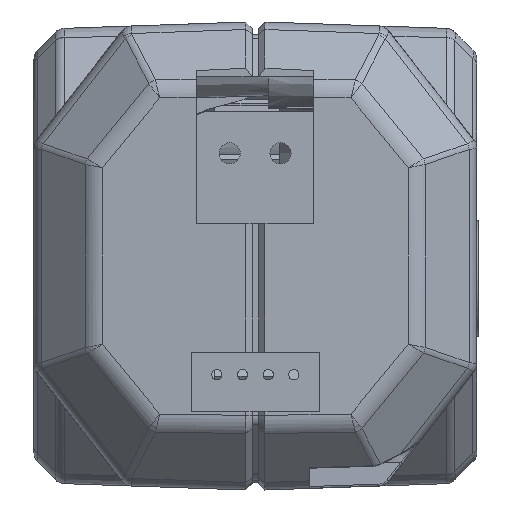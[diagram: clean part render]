
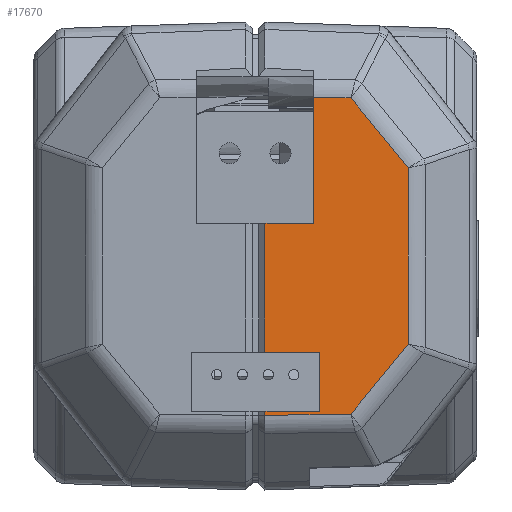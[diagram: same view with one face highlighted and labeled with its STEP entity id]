
A CAD part, left-side view. The second image highlights one B-rep face of the part: STEP entity #17670.
In plain terms, the highlighted planar face has unit normal (-0.999, -0.035, 0).
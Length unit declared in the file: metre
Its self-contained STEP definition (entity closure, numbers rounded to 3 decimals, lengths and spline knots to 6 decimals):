
#1203=LINE('',#27664,#2740);
#1275=LINE('',#28029,#2812);
#1276=LINE('',#28032,#2813);
#1277=LINE('',#28034,#2814);
#1278=LINE('',#28036,#2815);
#1279=LINE('',#28038,#2816);
#1280=LINE('',#28040,#2817);
#1281=LINE('',#28042,#2818);
#1282=LINE('',#28044,#2819);
#1283=LINE('',#28045,#2820);
#1284=LINE('',#28047,#2821);
#1285=LINE('',#28049,#2822);
#2740=VECTOR('',#21199,1.);
#2812=VECTOR('',#21359,1.);
#2813=VECTOR('',#21360,1.);
#2814=VECTOR('',#21361,1.);
#2815=VECTOR('',#21362,1.);
#2816=VECTOR('',#21363,1.);
#2817=VECTOR('',#21364,1.);
#2818=VECTOR('',#21365,1.);
#2819=VECTOR('',#21366,1.);
#2820=VECTOR('',#21367,1.);
#2821=VECTOR('',#21368,1.);
#2822=VECTOR('',#21369,1.);
#4042=PLANE('',#18972);
#6058=ORIENTED_EDGE('',*,*,#10834,.F.);
#6059=ORIENTED_EDGE('',*,*,#10835,.F.);
#6060=ORIENTED_EDGE('',*,*,#10836,.F.);
#6061=ORIENTED_EDGE('',*,*,#10837,.F.);
#6062=ORIENTED_EDGE('',*,*,#10838,.F.);
#6063=ORIENTED_EDGE('',*,*,#10839,.F.);
#6064=ORIENTED_EDGE('',*,*,#10840,.F.);
#6065=ORIENTED_EDGE('',*,*,#10841,.F.);
#6066=ORIENTED_EDGE('',*,*,#10732,.F.);
#6067=ORIENTED_EDGE('',*,*,#10842,.F.);
#6068=ORIENTED_EDGE('',*,*,#10843,.F.);
#6069=ORIENTED_EDGE('',*,*,#10844,.F.);
#10732=EDGE_CURVE('',#13232,#13233,#1203,.T.);
#10834=EDGE_CURVE('',#13294,#13295,#1275,.T.);
#10835=EDGE_CURVE('',#13296,#13294,#1276,.T.);
#10836=EDGE_CURVE('',#13297,#13296,#1277,.T.);
#10837=EDGE_CURVE('',#13298,#13297,#1278,.T.);
#10838=EDGE_CURVE('',#13299,#13298,#1279,.T.);
#10839=EDGE_CURVE('',#13300,#13299,#1280,.T.);
#10840=EDGE_CURVE('',#13301,#13300,#1281,.T.);
#10841=EDGE_CURVE('',#13233,#13301,#1282,.T.);
#10842=EDGE_CURVE('',#13302,#13232,#1283,.T.);
#10843=EDGE_CURVE('',#13303,#13302,#1284,.T.);
#10844=EDGE_CURVE('',#13295,#13303,#1285,.T.);
#13232=VERTEX_POINT('',#27663);
#13233=VERTEX_POINT('',#27665);
#13294=VERTEX_POINT('',#28030);
#13295=VERTEX_POINT('',#28031);
#13296=VERTEX_POINT('',#28033);
#13297=VERTEX_POINT('',#28035);
#13298=VERTEX_POINT('',#28037);
#13299=VERTEX_POINT('',#28039);
#13300=VERTEX_POINT('',#28041);
#13301=VERTEX_POINT('',#28043);
#13302=VERTEX_POINT('',#28046);
#13303=VERTEX_POINT('',#28048);
#15280=EDGE_LOOP('',(#6058,#6059,#6060,#6061,#6062,#6063,#6064,#6065,#6066,
#6067,#6068,#6069));
#16451=FACE_BOUND('',#15280,.T.);
#17670=ADVANCED_FACE('',(#16451),#4042,.F.);
#18972=AXIS2_PLACEMENT_3D('',#28028,#21357,#21358);
#21199=DIRECTION('',(0.,0.,-1.));
#21357=DIRECTION('',(0.999,0.035,0.));
#21358=DIRECTION('',(-0.035,0.999,0.));
#21359=DIRECTION('',(0.035,-0.999,0.));
#21360=DIRECTION('',(0.,0.,1.));
#21361=DIRECTION('',(-0.035,0.999,0.));
#21362=DIRECTION('',(0.,0.,1.));
#21363=DIRECTION('',(0.035,-0.999,0.));
#21364=DIRECTION('',(0.,0.,1.));
#21365=DIRECTION('',(-0.035,0.999,-0.014));
#21366=DIRECTION('',(-0.022,0.633,-0.774));
#21367=DIRECTION('',(0.022,-0.633,-0.774));
#21368=DIRECTION('',(0.035,-0.999,-0.014));
#21369=DIRECTION('',(0.,0.,1.));
#27663=CARTESIAN_POINT('',(-0.078843,-0.010897,0.008633));
#27664=CARTESIAN_POINT('',(-0.078843,-0.010897,0.001664));
#27665=CARTESIAN_POINT('',(-0.078843,-0.010897,-0.005133));
#28028=CARTESIAN_POINT('',(-0.078977,-0.007067,0.00175));
#28029=CARTESIAN_POINT('',(-0.078977,-0.007067,0.0043));
#28030=CARTESIAN_POINT('',(-0.079233,0.00025,0.0043));
#28031=CARTESIAN_POINT('',(-0.079099,-0.00356,0.0043));
#28032=CARTESIAN_POINT('',(-0.079233,0.00025,0.00175));
#28033=CARTESIAN_POINT('',(-0.079233,0.00025,-0.00575));
#28034=CARTESIAN_POINT('',(-0.078977,-0.007067,-0.00575));
#28035=CARTESIAN_POINT('',(-0.079084,-0.004,-0.00575));
#28036=CARTESIAN_POINT('',(-0.079084,-0.004,0.00175));
#28037=CARTESIAN_POINT('',(-0.079084,-0.004,-0.01035));
#28038=CARTESIAN_POINT('',(-0.078977,-0.007067,-0.01035));
#28039=CARTESIAN_POINT('',(-0.079233,0.00025,-0.01035));
#28040=CARTESIAN_POINT('',(-0.079233,0.00025,0.00175));
#28041=CARTESIAN_POINT('',(-0.079233,0.00025,-0.010665));
#28042=CARTESIAN_POINT('',(-0.078998,-0.006454,-0.010568));
#28043=CARTESIAN_POINT('',(-0.078998,-0.006454,-0.010568));
#28044=CARTESIAN_POINT('',(-0.078843,-0.010897,-0.005133));
#28045=CARTESIAN_POINT('',(-0.078998,-0.006454,0.014068));
#28046=CARTESIAN_POINT('',(-0.078998,-0.006454,0.014068));
#28047=CARTESIAN_POINT('',(-0.079099,-0.00356,0.01411));
#28048=CARTESIAN_POINT('',(-0.079099,-0.00356,0.01411));
#28049=CARTESIAN_POINT('',(-0.079099,-0.00356,0.00175));
